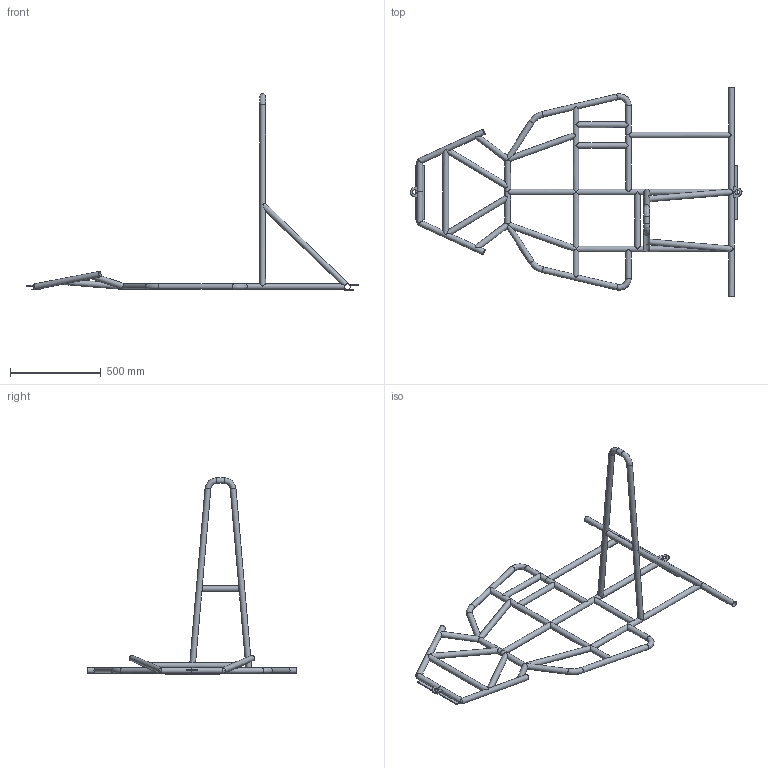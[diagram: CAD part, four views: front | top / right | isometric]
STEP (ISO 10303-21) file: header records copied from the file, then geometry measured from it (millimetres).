
FILE_DESCRIPTION(/* description */ (''),/* implementation_level */ '2;1');
FILE_NAME(/* name */ 'GoKart frame v2.step',/* time_stamp */ '2023-02-24T19:51:59+05:30',/* author */ (''),/* organization */ (''),/* preprocessor_version */ 'ST-DEVELOPER v19.2',/* originating_system */ 'Autodesk Translation Framework v11.17.0.187',/* authorisation */ '');
FILE_SCHEMA (('AUTOMOTIVE_DESIGN { 1 0 10303 214 3 1 1 }'));
Length unit declared in the file: inch
Products named in the file (2): GoKart31; GoKart31_1
Assembly tree (1 placements, depth 2):
  GoKart31
    GoKart31_1
Bounding box: 1834.2 x 1155 x 1086.49 mm (x, y, z)
Volume: 207810.9 mm3; surface area: 1606751.6 mm2
Topology: 5 solids, 9 shells, 78 faces, 328 edges, 228 vertices
Faces by surface type: cylinder 41, plane 23, bspline 12, torus 2
Full cylindrical faces by diameter (mm): 25.4 x2, 27.75 x1, 31.74 x37, 31.75 x1
Entity records: 4195 total; most frequent: CARTESIAN_POINT 1258, DIRECTION 650, ORIENTED_EDGE 627, EDGE_CURVE 324, AXIS2_PLACEMENT_3D 275, VERTEX_POINT 228, ELLIPSE 150, LINE 100
